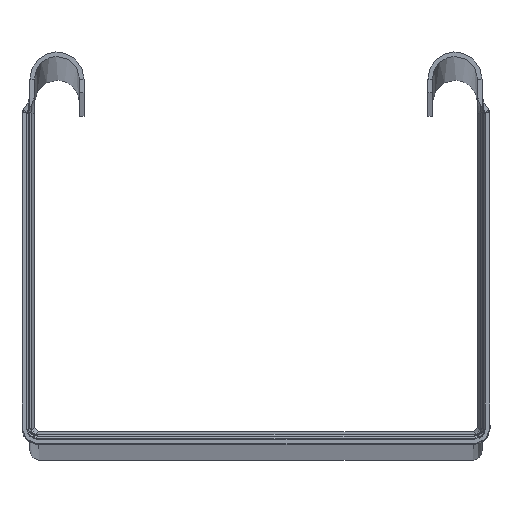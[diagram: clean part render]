
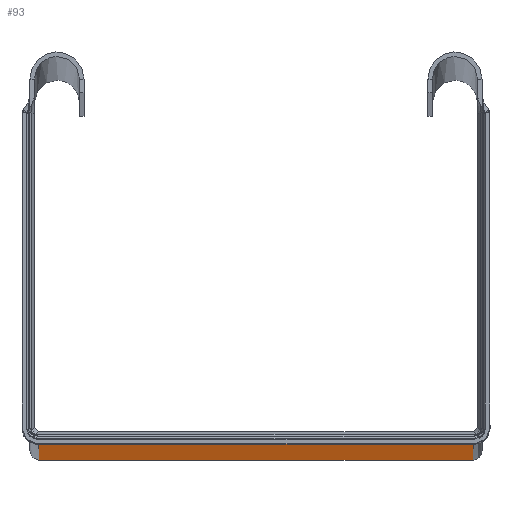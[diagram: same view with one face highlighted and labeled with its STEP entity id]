
A CAD part, top view. The second image highlights one B-rep face of the part: STEP entity #93.
In plain terms, the highlighted planar face has unit normal (0, -1, 0).
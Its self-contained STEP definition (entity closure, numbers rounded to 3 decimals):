
#93=ADVANCED_FACE('',(#195),#1447,.T.);
#195=FACE_OUTER_BOUND('',#297,.T.);
#297=EDGE_LOOP('',(#673,#674,#675,#676));
#673=ORIENTED_EDGE('',*,*,#962,.F.);
#674=ORIENTED_EDGE('',*,*,#961,.F.);
#675=ORIENTED_EDGE('',*,*,#960,.F.);
#676=ORIENTED_EDGE('',*,*,#959,.F.);
#959=EDGE_CURVE('',#1327,#1328,#1199,.T.);
#960=EDGE_CURVE('',#1328,#1296,#1200,.T.);
#961=EDGE_CURVE('',#1296,#1343,#1201,.T.);
#962=EDGE_CURVE('',#1343,#1327,#1202,.T.);
#1199=B_SPLINE_CURVE_WITH_KNOTS('',1,(#4409,#4410),.UNSPECIFIED.,.F.,.F.,
(2,2),(0.,2995.555),.UNSPECIFIED.);
#1200=B_SPLINE_CURVE_WITH_KNOTS('',1,(#4411,#4412),.UNSPECIFIED.,.F.,.F.,
(2,2),(0.,96.),.UNSPECIFIED.);
#1201=B_SPLINE_CURVE_WITH_KNOTS('',1,(#4413,#4414),.UNSPECIFIED.,.F.,.F.,
(2,2),(0.,2995.555),.UNSPECIFIED.);
#1202=B_SPLINE_CURVE_WITH_KNOTS('',1,(#4415,#4416),.UNSPECIFIED.,.F.,.F.,
(2,2),(0.,96.),.UNSPECIFIED.);
#1296=VERTEX_POINT('',#3666);
#1327=VERTEX_POINT('',#3697);
#1328=VERTEX_POINT('',#3698);
#1343=VERTEX_POINT('',#3713);
#1447=PLANE('',#1509);
#1509=AXIS2_PLACEMENT_3D('',#3016,#1554,$);
#1554=DIRECTION('',(0.,-1.,0.));
#3016=CARTESIAN_POINT('',(61.263,0.,-303.219));
#3666=CARTESIAN_POINT('',(-48.,0.,0.));
#3697=CARTESIAN_POINT('',(48.,0.,2995.555));
#3698=CARTESIAN_POINT('',(48.,0.,0.));
#3713=CARTESIAN_POINT('',(-48.,0.,2995.555));
#4409=CARTESIAN_POINT('',(48.,0.,2995.555));
#4410=CARTESIAN_POINT('',(48.,0.,0.));
#4411=CARTESIAN_POINT('',(48.,0.,0.));
#4412=CARTESIAN_POINT('',(-48.,0.,0.));
#4413=CARTESIAN_POINT('',(-48.,0.,0.));
#4414=CARTESIAN_POINT('',(-48.,0.,2995.555));
#4415=CARTESIAN_POINT('',(-48.,0.,2995.555));
#4416=CARTESIAN_POINT('',(48.,0.,2995.555));
